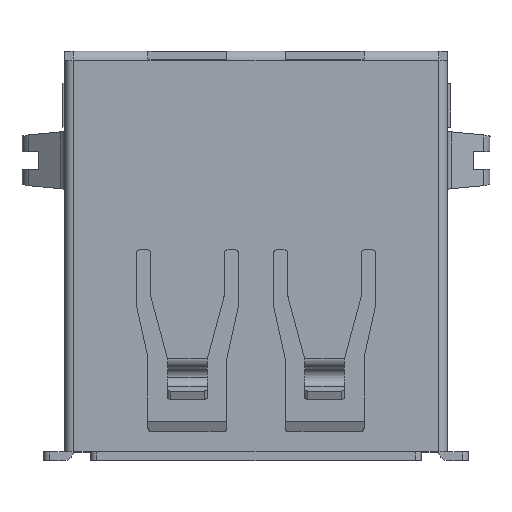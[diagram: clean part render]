
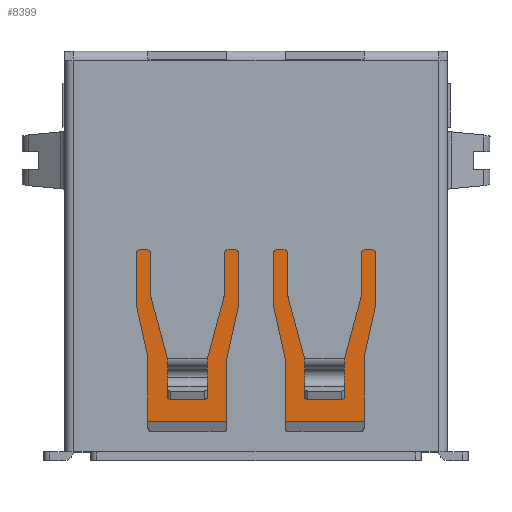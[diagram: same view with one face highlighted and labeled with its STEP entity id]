
A CAD part, top view. The second image highlights one B-rep face of the part: STEP entity #8399.
In plain terms, the highlighted planar face has unit normal (0, 0, 1).
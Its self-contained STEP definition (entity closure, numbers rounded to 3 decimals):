
#162 = ORIENTED_EDGE ( 'NONE', *, *, #7709, .F. ) ;
#3344 = EDGE_CURVE ( 'NONE', #31987, #13170, #23200, .T. ) ;
#7709 = EDGE_CURVE ( 'NONE', #13170, #24172, #13232, .T. ) ;
#8101 = VECTOR ( 'NONE', #11468, 1000. ) ;
#8399 = ADVANCED_FACE ( 'NONE', ( #20678 ), #35265, .F. ) ;
#9209 = CARTESIAN_POINT ( 'NONE',  ( -5.55, -10.13, 5.84 ) ) ;
#10852 = CARTESIAN_POINT ( 'NONE',  ( -5.55, -1.33, 5.84 ) ) ;
#10977 = DIRECTION ( 'NONE',  ( 0., -1., 0. ) ) ;
#11468 = DIRECTION ( 'NONE',  ( 1., 0., 0. ) ) ;
#12836 = VERTEX_POINT ( 'NONE', #20219 ) ;
#13170 = VERTEX_POINT ( 'NONE', #15732 ) ;
#13232 = LINE ( 'NONE', #25265, #27071 ) ;
#14819 = CARTESIAN_POINT ( 'NONE',  ( 5.55, -1.33, 5.84 ) ) ;
#15562 = ORIENTED_EDGE ( 'NONE', *, *, #31246, .F. ) ;
#15732 = CARTESIAN_POINT ( 'NONE',  ( 5.55, -1.33, 5.84 ) ) ;
#16747 = VECTOR ( 'NONE', #21320, 1000. ) ;
#18510 = LINE ( 'NONE', #9209, #16747 ) ;
#20219 = CARTESIAN_POINT ( 'NONE',  ( -5.55, -8.93, 5.84 ) ) ;
#20678 = FACE_OUTER_BOUND ( 'NONE', #25221, .T. ) ;
#21320 = DIRECTION ( 'NONE',  ( 0., 1., 0. ) ) ;
#21892 = DIRECTION ( 'NONE',  ( -1., 0., 0. ) ) ;
#22162 = AXIS2_PLACEMENT_3D ( 'NONE', #32356, #36009, #21892 ) ;
#23200 = LINE ( 'NONE', #14819, #8101 ) ;
#23609 = LINE ( 'NONE', #35553, #31217 ) ;
#24172 = VERTEX_POINT ( 'NONE', #32516 ) ;
#25221 = EDGE_LOOP ( 'NONE', ( #162, #27530, #15562, #36752 ) ) ;
#25224 = EDGE_CURVE ( 'NONE', #24172, #12836, #23609, .T. ) ;
#25265 = CARTESIAN_POINT ( 'NONE',  ( 5.55, -10.13, 5.84 ) ) ;
#27071 = VECTOR ( 'NONE', #10977, 1000. ) ;
#27530 = ORIENTED_EDGE ( 'NONE', *, *, #3344, .F. ) ;
#29921 = DIRECTION ( 'NONE',  ( -1., 0., 0. ) ) ;
#31217 = VECTOR ( 'NONE', #29921, 1000. ) ;
#31246 = EDGE_CURVE ( 'NONE', #12836, #31987, #18510, .T. ) ;
#31987 = VERTEX_POINT ( 'NONE', #10852 ) ;
#32356 = CARTESIAN_POINT ( 'NONE',  ( 5.55, -10.13, 5.84 ) ) ;
#32516 = CARTESIAN_POINT ( 'NONE',  ( 5.55, -8.93, 5.84 ) ) ;
#35265 = PLANE ( 'NONE',  #22162 ) ;
#35553 = CARTESIAN_POINT ( 'NONE',  ( 5.55, -8.93, 5.84 ) ) ;
#36009 = DIRECTION ( 'NONE',  ( 0., 0., -1. ) ) ;
#36752 = ORIENTED_EDGE ( 'NONE', *, *, #25224, .F. ) ;
